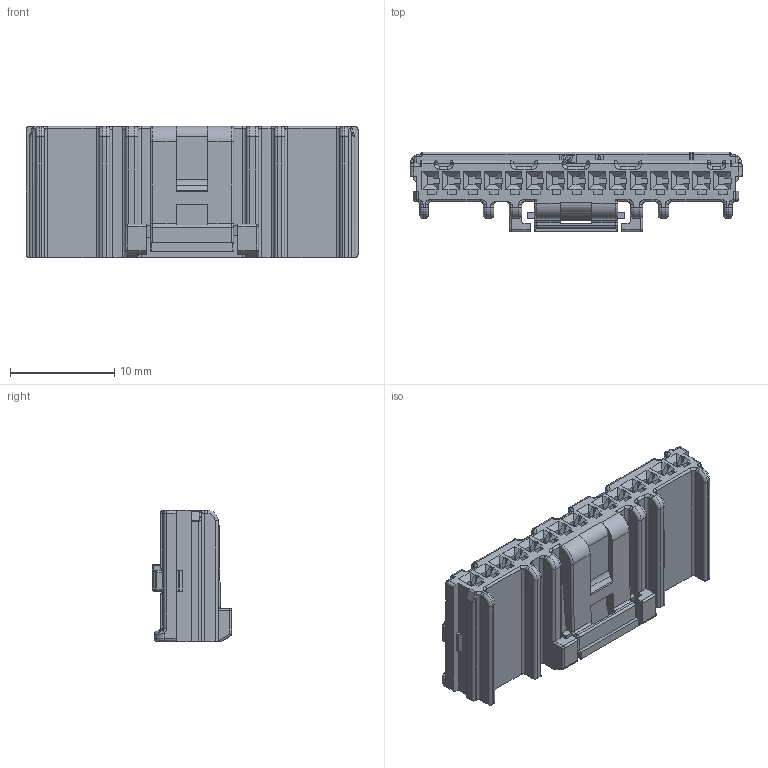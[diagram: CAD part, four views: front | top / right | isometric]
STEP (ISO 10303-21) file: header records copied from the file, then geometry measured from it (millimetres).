
FILE_DESCRIPTION((''),'2;1');
FILE_NAME('020_D_15F_HSG_REV1_15','2019-07-12T',('drkoo'),(''),'CREO PARAMETRIC BY PTC INC, 2017300','CREO PARAMETRIC BY PTC INC, 2017300','');
FILE_SCHEMA(('CONFIG_CONTROL_DESIGN'));
Length unit declared in the file: millimetre
Products named in the file (1): 020_D_15F_HSG_REV1_15
Bounding box: 31.9 x 7.66 x 12.6 mm (x, y, z)
Volume: 1755.5 mm3; surface area: 1879.8 mm2
Topology: 1 solids, 1 shells, 1011 faces, 2694 edges, 1697 vertices
Faces by surface type: plane 706, cylinder 209, bspline 44, torus 40, sphere 12
Entity records: 33846 total; most frequent: CARTESIAN_POINT 8993, ORIENTED_EDGE 5364, DIRECTION 4841, EDGE_CURVE 2682, VECTOR 2121, LINE 2121, VERTEX_POINT 1697, AXIS2_PLACEMENT_3D 1360
